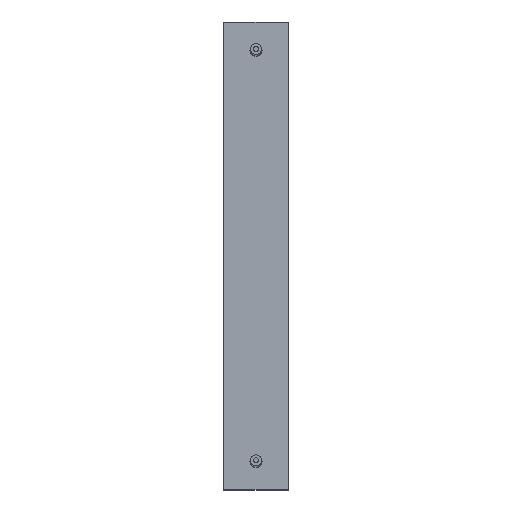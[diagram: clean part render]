
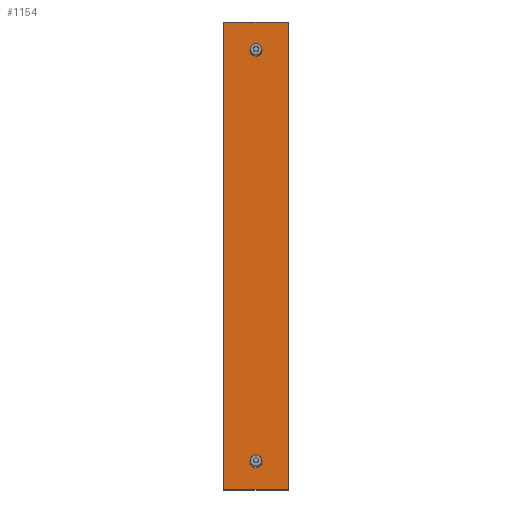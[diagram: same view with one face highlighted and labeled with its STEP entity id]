
A CAD part, top view. The second image highlights one B-rep face of the part: STEP entity #1154.
In plain terms, the highlighted face is planar.
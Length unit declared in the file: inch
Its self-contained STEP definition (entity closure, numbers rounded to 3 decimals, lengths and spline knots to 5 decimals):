
#37=DIRECTION('',(0.,1.,0.));
#38=VECTOR('',#37,3.62);
#39=CARTESIAN_POINT('',(-0.25,-1.81,-1.26051));
#40=LINE('',#39,#38);
#133=DIRECTION('',(0.,1.,0.));
#134=VECTOR('',#133,3.62);
#135=CARTESIAN_POINT('',(0.25,-1.81,-1.26051));
#136=LINE('',#135,#134);
#182=DIRECTION('',(1.,0.,0.));
#183=VECTOR('',#182,0.5);
#184=CARTESIAN_POINT('',(-0.25,1.81,-1.26051));
#185=LINE('',#184,#183);
#196=DIRECTION('',(1.,0.,0.));
#197=VECTOR('',#196,0.5);
#198=CARTESIAN_POINT('',(-0.25,-1.81,-1.26051));
#199=LINE('',#198,#197);
#200=CARTESIAN_POINT('',(0.,1.592,-1.26051));
#201=DIRECTION('',(0.,0.,-1.));
#202=DIRECTION('',(-1.,0.,0.));
#203=AXIS2_PLACEMENT_3D('',#200,#201,#202);
#205=CARTESIAN_POINT('',(0.,1.592,-1.26051));
#206=DIRECTION('',(0.,0.,-1.));
#207=DIRECTION('',(1.,0.,0.));
#208=AXIS2_PLACEMENT_3D('',#205,#206,#207);
#210=CARTESIAN_POINT('',(0.,-1.592,-1.26051));
#211=DIRECTION('',(0.,0.,-1.));
#212=DIRECTION('',(-1.,0.,0.));
#213=AXIS2_PLACEMENT_3D('',#210,#211,#212);
#215=CARTESIAN_POINT('',(0.,-1.592,-1.26051));
#216=DIRECTION('',(0.,0.,-1.));
#217=DIRECTION('',(1.,0.,0.));
#218=AXIS2_PLACEMENT_3D('',#215,#216,#217);
#721=CARTESIAN_POINT('',(-0.25,1.81,-1.26051));
#723=VERTEX_POINT('',#721);
#731=CARTESIAN_POINT('',(-0.25,-1.81,-1.26051));
#732=VERTEX_POINT('',#731);
#733=CARTESIAN_POINT('',(0.25,1.81,-1.26051));
#735=VERTEX_POINT('',#733);
#743=CARTESIAN_POINT('',(0.25,-1.81,-1.26051));
#744=VERTEX_POINT('',#743);
#858=CARTESIAN_POINT('',(-0.0465,1.592,-1.26051));
#859=CARTESIAN_POINT('',(0.0465,1.592,-1.26051));
#860=VERTEX_POINT('',#858);
#861=VERTEX_POINT('',#859);
#862=CARTESIAN_POINT('',(-0.0465,-1.592,-1.26051));
#863=CARTESIAN_POINT('',(0.0465,-1.592,-1.26051));
#864=VERTEX_POINT('',#862);
#865=VERTEX_POINT('',#863);
#1130=CARTESIAN_POINT('',(-0.25,-1.81,-1.26051));
#1131=DIRECTION('',(0.,0.,-1.));
#1132=DIRECTION('',(0.,1.,0.));
#1133=AXIS2_PLACEMENT_3D('',#1130,#1131,#1132);
#1134=PLANE('',#1133);
#1135=ORIENTED_EDGE('',*,*,#932,.F.);
#1137=ORIENTED_EDGE('',*,*,#1136,.T.);
#1138=ORIENTED_EDGE('',*,*,#1004,.T.);
#1139=ORIENTED_EDGE('',*,*,#1117,.F.);
#1140=EDGE_LOOP('',(#1135,#1137,#1138,#1139));
#1141=FACE_OUTER_BOUND('',#1140,.F.);
#1143=ORIENTED_EDGE('',*,*,#1142,.T.);
#1145=ORIENTED_EDGE('',*,*,#1144,.T.);
#1146=EDGE_LOOP('',(#1143,#1145));
#1147=FACE_BOUND('',#1146,.F.);
#1149=ORIENTED_EDGE('',*,*,#1148,.T.);
#1151=ORIENTED_EDGE('',*,*,#1150,.T.);
#1152=EDGE_LOOP('',(#1149,#1151));
#1153=FACE_BOUND('',#1152,.F.);
#1154=ADVANCED_FACE('',(#1141,#1147,#1153),#1134,.T.);
#204=CIRCLE('',#203,0.0465);
#209=CIRCLE('',#208,0.0465);
#214=CIRCLE('',#213,0.0465);
#219=CIRCLE('',#218,0.0465);
#932=EDGE_CURVE('',#732,#723,#40,.T.);
#1004=EDGE_CURVE('',#744,#735,#136,.T.);
#1117=EDGE_CURVE('',#723,#735,#185,.T.);
#1136=EDGE_CURVE('',#732,#744,#199,.T.);
#1142=EDGE_CURVE('',#860,#861,#204,.T.);
#1144=EDGE_CURVE('',#861,#860,#209,.T.);
#1148=EDGE_CURVE('',#864,#865,#214,.T.);
#1150=EDGE_CURVE('',#865,#864,#219,.T.);
